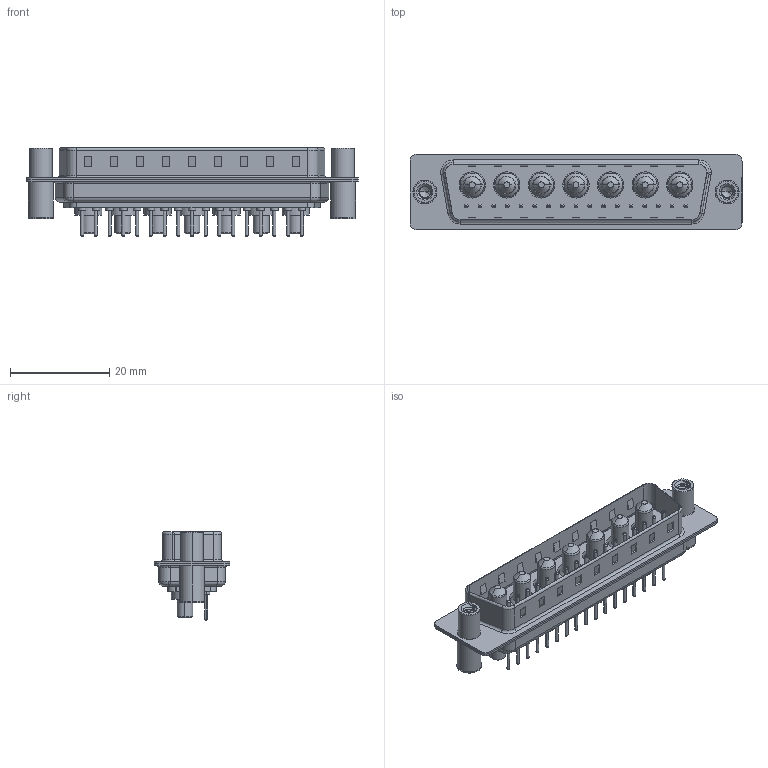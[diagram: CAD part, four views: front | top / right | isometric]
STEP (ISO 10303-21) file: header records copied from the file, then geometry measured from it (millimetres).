
FILE_DESCRIPTION (( 'STEP AP203' ), '1' );
FILE_NAME ('627-24W7224-3T4.STEP', '2019-06-18T20:33:50', ( '' ), ( '' ), 'SwSTEP 2.0', 'SolidWorks 2016', '' );
FILE_SCHEMA (( 'CONFIG_CONTROL_DESIGN' ));
Length unit declared in the file: millimetre
Products named in the file (7): 627-24W7224-3T4; 627Combo Shell Rear_50 Contacts; 627Combo Shell Front_50 Contacts; 627Combo Threaded Standoff and Board Spacer_4; Power Pin_30A S; 627Combo Contact Row 3_24; 627Combo Housing_24W7
Assembly tree (29 placements, depth 2):
  627-24W7224-3T4
    627Combo Housing_24W7
    627Combo Shell Rear_50 Contacts
    627Combo Shell Front_50 Contacts
    627Combo Threaded Standoff and Board Spacer_4  x2
    Power Pin_30A S  x7
    627Combo Contact Row 3_24  x17
Bounding box: 67 x 15.3 x 17.9 mm (x, y, z)
Volume: 5349 mm3; surface area: 11182.8 mm2
Topology: 36 solids, 36 shells, 1407 faces, 3136 edges, 1916 vertices
Faces by surface type: cylinder 564, plane 398, torus 340, cone 79, bspline 26
Entity records: 23026 total; most frequent: CARTESIAN_POINT 5653, DIRECTION 3525, ORIENTED_EDGE 3204, EDGE_CURVE 1602, AXIS2_PLACEMENT_3D 1346, VERTEX_POINT 1019, VECTOR 833, LINE 833
